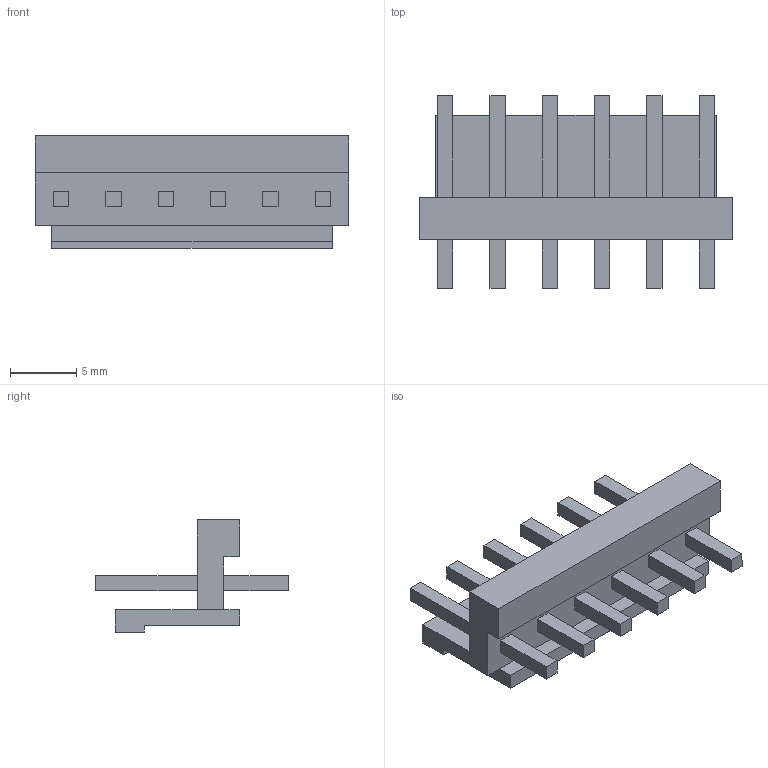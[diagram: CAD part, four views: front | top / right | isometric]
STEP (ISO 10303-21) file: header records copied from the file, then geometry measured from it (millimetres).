
FILE_DESCRIPTION (( 'STEP AP214' ), '1' );
FILE_NAME ('B6P-VH-B.STEP', '2010-06-15T04:59:23', ( 'JSTOEC' ), ( '' ), 'SwSTEP 2.0', 'SolidWorks 2005235', '' );
FILE_SCHEMA (( 'AUTOMOTIVE_DESIGN' ));
Length unit declared in the file: millimetre
Products named in the file (1): B6P-VH-B
Bounding box: 23.7 x 14.6 x 8.5 mm (x, y, z)
Volume: 762.7 mm3; surface area: 1263.3 mm2
Topology: 1 solids, 1 shells, 78 faces, 188 edges, 124 vertices
Faces by surface type: plane 78
Entity records: 2903 total; most frequent: CARTESIAN_POINT 391, ORIENTED_EDGE 376, DIRECTION 346, EDGE_CURVE 188, LINE 188, VECTOR 188, VERTEX_POINT 124, EDGE_LOOP 90
